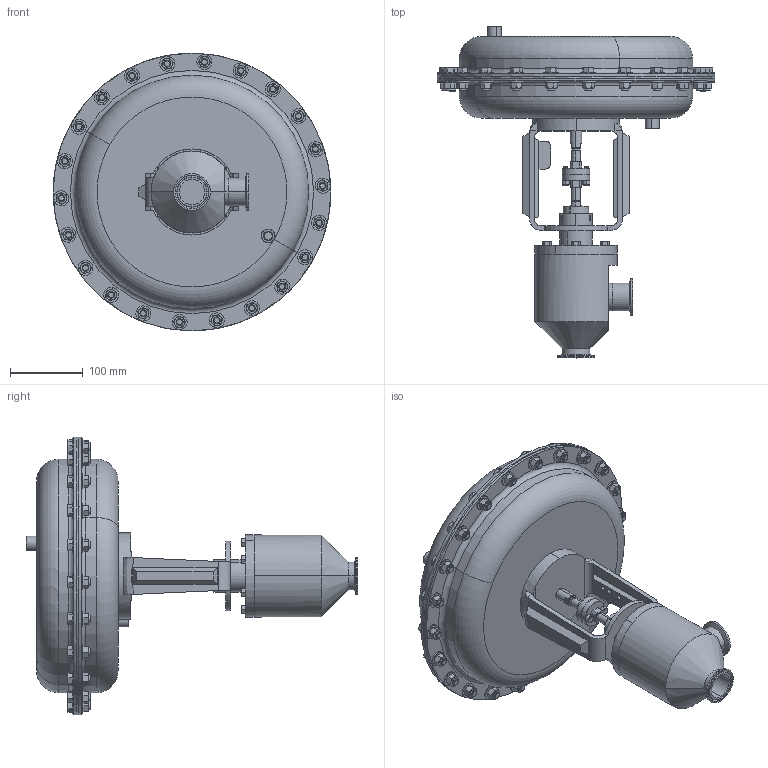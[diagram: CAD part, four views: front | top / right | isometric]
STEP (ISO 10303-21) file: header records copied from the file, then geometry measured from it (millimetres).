
FILE_DESCRIPTION (( 'STEP AP203' ), '1' );
FILE_NAME ('978-150-OR-85M.STEP', '2017-06-14T14:29:05', ( '' ), ( '' ), 'SwSTEP 2.0', 'SolidWorks 2014', '' );
FILE_SCHEMA (( 'CONFIG_CONTROL_DESIGN' ));
Products named in the file (2): 978-150-OR-85M
Bounding box: 381 x 455.38 x 381 mm (x, y, z)
Volume: 10727235 mm3; surface area: 486699.8 mm2
Topology: 1 solids, 1 shells, 1312 faces, 2947 edges, 1781 vertices
Faces by surface type: cone 541, plane 528, cylinder 227, torus 14, bspline 2
Entity records: 39616 total; most frequent: CARTESIAN_POINT 11344, ORIENTED_EDGE 5894, DIRECTION 5681, EDGE_CURVE 2947, AXIS2_PLACEMENT_3D 2350, VERTEX_POINT 1781, EDGE_LOOP 1466, ADVANCED_FACE 1312
